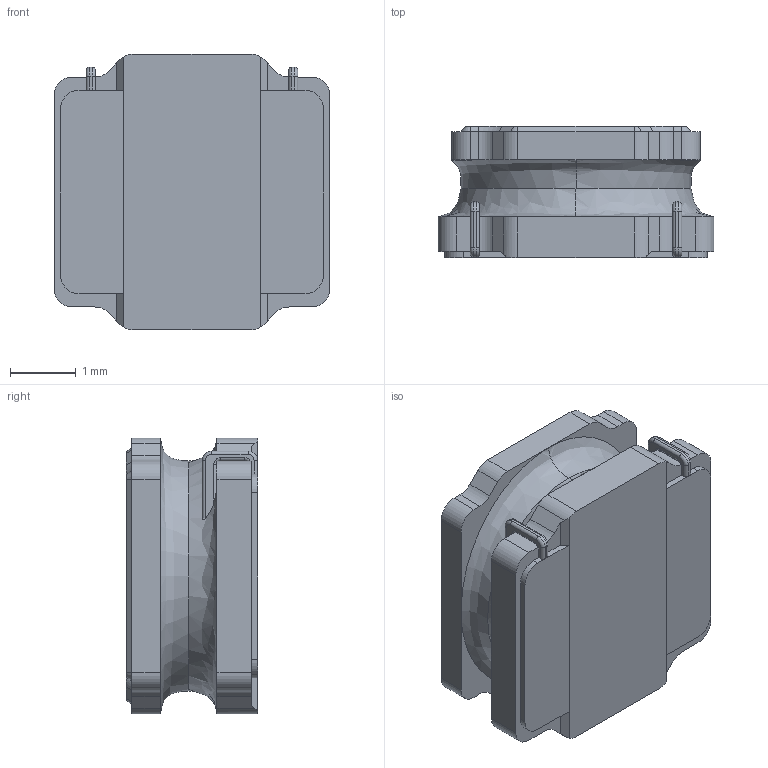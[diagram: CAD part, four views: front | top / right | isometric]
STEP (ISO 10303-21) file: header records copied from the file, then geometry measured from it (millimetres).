
FILE_DESCRIPTION (( 'STEP AP214' ), '1' );
FILE_NAME ('PA4332.222NLT.STEP', '2025-02-06T07:13:20', ( 'LENOVO' ), ( '' ), 'SwSTEP 2.0', 'SolidWorks 2021', '' );
FILE_SCHEMA (( 'AUTOMOTIVE_DESIGN' ));
Length unit declared in the file: millimetre
Products named in the file (2): PA4332.222NLT; PA4332.222NLT_PA4332.222NLT
Assembly tree (1 placements, depth 2):
  PA4332.222NLT
    PA4332.222NLT_PA4332.222NLT
Bounding box: 4.2 x 2 x 4.2 mm (x, y, z)
Volume: 26.4 mm3; surface area: 79.6 mm2
Topology: 5 solids, 5 shells, 171 faces, 450 edges, 290 vertices
Faces by surface type: plane 81, cylinder 56, torus 16, cone 12, bspline 6
Entity records: 6134 total; most frequent: CARTESIAN_POINT 1801, ORIENTED_EDGE 900, DIRECTION 882, EDGE_CURVE 450, AXIS2_PLACEMENT_3D 311, VERTEX_POINT 290, VECTOR 260, LINE 260
